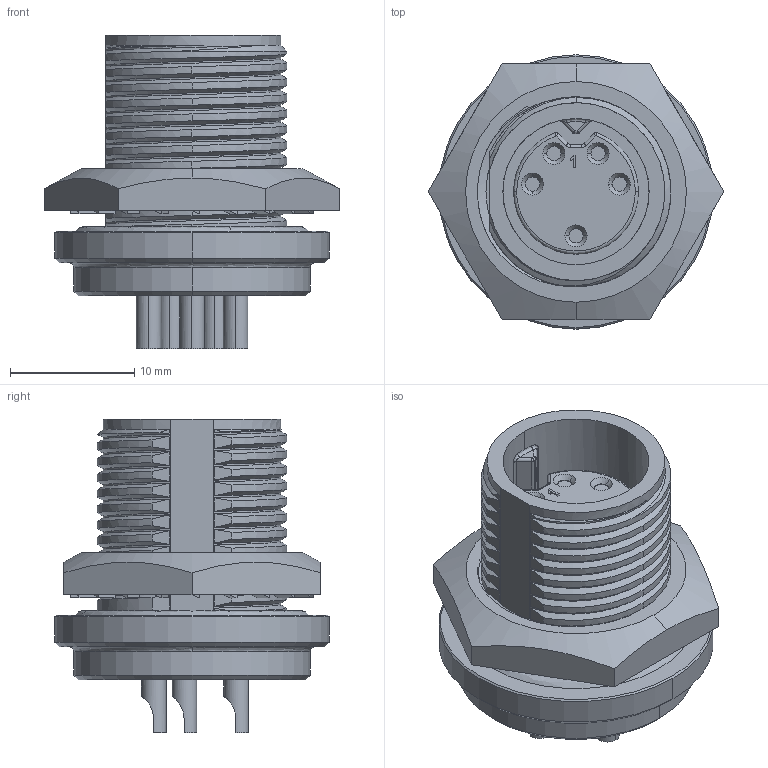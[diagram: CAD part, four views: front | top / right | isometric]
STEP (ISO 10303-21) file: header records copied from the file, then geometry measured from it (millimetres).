
FILE_DESCRIPTION (( 'STEP AP203' ), '1' );
FILE_NAME ('SF7282-5SG-3ES.STEP', '2014-02-18T14:59:54', ( 'J0FPBF1' ), ( '' ), 'SwSTEP 2.0', 'SolidWorks 2012', '' );
FILE_SCHEMA (( 'CONFIG_CONTROL_DESIGN' ));
Length unit declared in the file: millimetre
Products named in the file (1): SF7282-5SG-3ES
Bounding box: 23.82 x 22.1 x 25.22 mm (x, y, z)
Volume: 4351.9 mm3; surface area: 3584.2 mm2
Topology: 2 solids, 2 shells, 380 faces, 947 edges, 605 vertices
Faces by surface type: plane 210, cylinder 95, bspline 45, cone 30
Entity records: 21928 total; most frequent: CARTESIAN_POINT 13426, ORIENTED_EDGE 1886, DIRECTION 1558, EDGE_CURVE 943, VERTEX_POINT 605, VECTOR 554, LINE 554, AXIS2_PLACEMENT_3D 502
